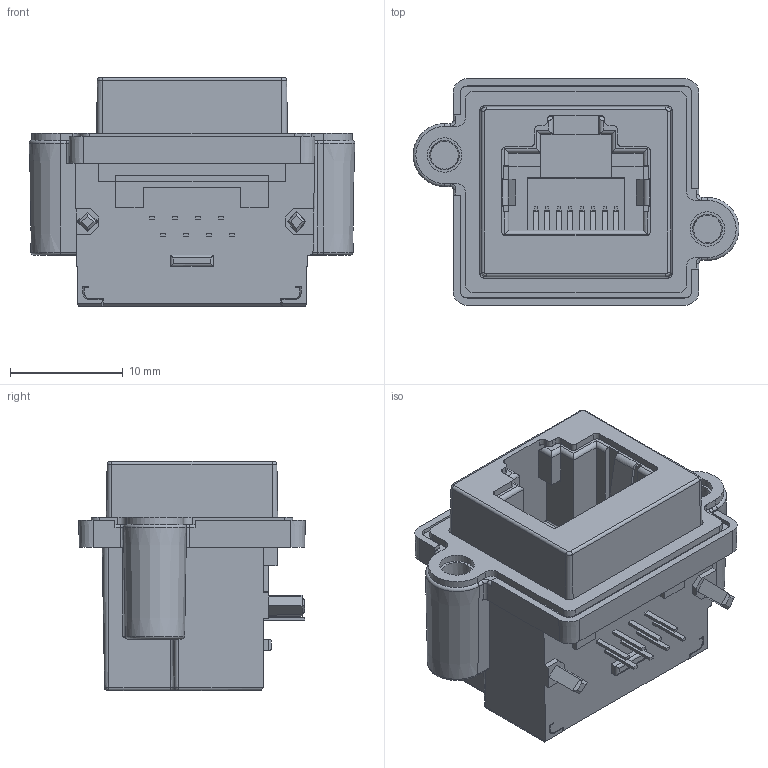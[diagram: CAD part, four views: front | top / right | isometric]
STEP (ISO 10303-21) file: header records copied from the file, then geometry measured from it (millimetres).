
FILE_DESCRIPTION(/* description */ ('STEP AP214'),/* implementation_level */ '2;1');
FILE_NAME(/* name */ 'psolqas_16800_57',/* time_stamp */ '2025-09-11T15:34:43+02:00',/* author */ ('License CC BY-ND 4.0'),/* organization */ ('CADENAS'),/* preprocessor_version */ 'ST-DEVELOPER v19.3',/* originating_system */ 'PARTsolutions',/* authorisation */ ' ');
FILE_SCHEMA (('AUTOMOTIVE_DESIGN {1 0 10303 214 3 1 1}'));
Length unit declared in the file: metre
Products named in the file (1): SS-60400-023_SW0001
Bounding box: 28.9 x 20.09 x 20.32 mm (x, y, z)
Volume: 4318.8 mm3; surface area: 6595.8 mm2
Topology: 1 solids, 2 shells, 1291 faces, 3479 edges, 2207 vertices
Faces by surface type: plane 944, cylinder 212, cone 64, torus 41, bspline 26, sphere 4
Full cylindrical faces by diameter (mm): 0.889 x2, 2.286 x4, 3.048 x2
Entity records: 46629 total; most frequent: CARTESIAN_POINT 7694, ORIENTED_EDGE 6918, DIRECTION 6511, EDGE_CURVE 3459, LINE 2855, VECTOR 2855, VERTEX_POINT 2197, AXIS2_PLACEMENT_3D 1828
